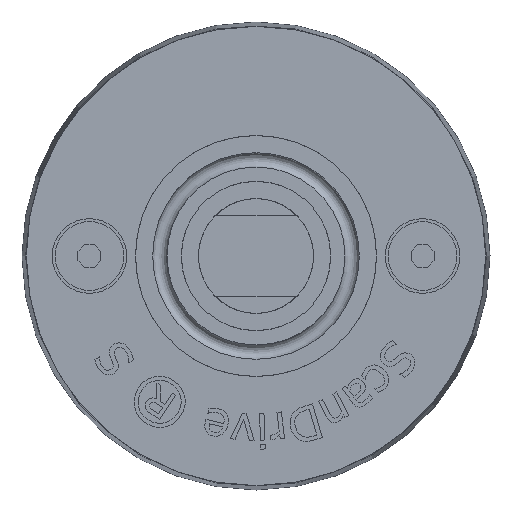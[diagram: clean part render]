
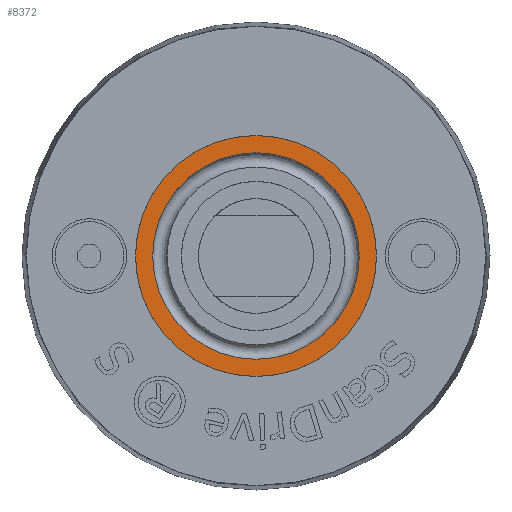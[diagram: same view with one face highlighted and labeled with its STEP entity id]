
A CAD part, left-side view. The second image highlights one B-rep face of the part: STEP entity #8372.
In plain terms, the highlighted planar face has unit normal (-1, 0, 0).
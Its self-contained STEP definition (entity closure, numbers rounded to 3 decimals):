
#65=CIRCLE('',#8783,17.99);
#66=CIRCLE('',#8785,20.99);
#169=FACE_BOUND('',#1547,.T.);
#1032=FACE_OUTER_BOUND('',#1546,.T.);
#1546=EDGE_LOOP('',(#6599));
#1547=EDGE_LOOP('',(#6600));
#3802=VERTEX_POINT('',#12918);
#3803=VERTEX_POINT('',#12921);
#4819=EDGE_CURVE('',#3802,#3802,#65,.T.);
#4820=EDGE_CURVE('',#3803,#3803,#66,.T.);
#6599=ORIENTED_EDGE('',*,*,#4820,.T.);
#6600=ORIENTED_EDGE('',*,*,#4819,.F.);
#8008=PLANE('',#8784);
#8372=ADVANCED_FACE('',(#1032,#169),#8008,.T.);
#8783=AXIS2_PLACEMENT_3D('',#12919,#9638,#9639);
#8784=AXIS2_PLACEMENT_3D('',#12920,#9640,#9641);
#8785=AXIS2_PLACEMENT_3D('',#12922,#9642,#9643);
#9638=DIRECTION('center_axis',(-1.,0.,0.));
#9639=DIRECTION('ref_axis',(0.,0.,1.));
#9640=DIRECTION('center_axis',(-1.,0.,0.));
#9641=DIRECTION('ref_axis',(0.,0.,1.));
#9642=DIRECTION('center_axis',(-1.,0.,0.));
#9643=DIRECTION('ref_axis',(0.,0.,1.));
#12918=CARTESIAN_POINT('',(-325.,0.,17.99));
#12919=CARTESIAN_POINT('Origin',(-325.,0.,0.));
#12920=CARTESIAN_POINT('Origin',(-325.,0.,17.99));
#12921=CARTESIAN_POINT('',(-325.,0.,20.99));
#12922=CARTESIAN_POINT('Origin',(-325.,0.,0.));
